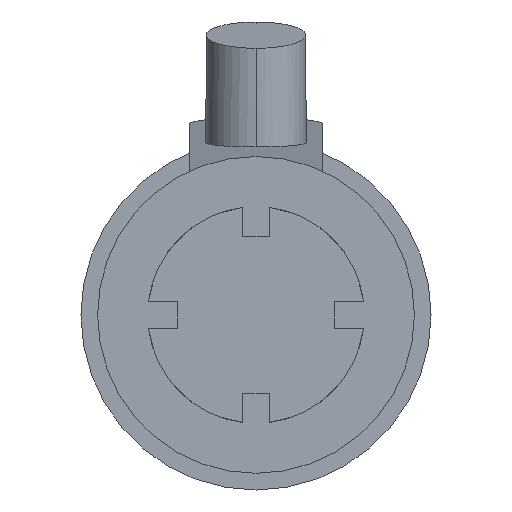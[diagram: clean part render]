
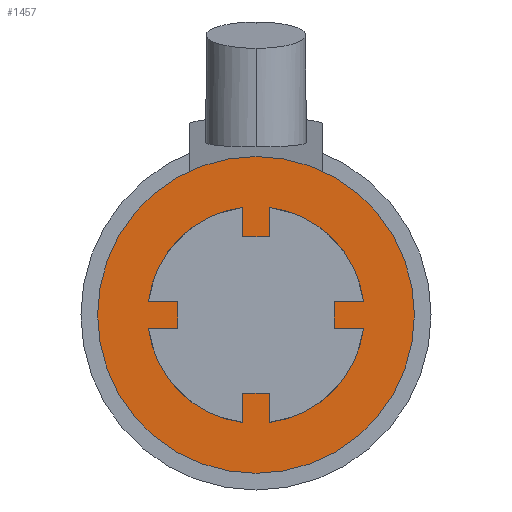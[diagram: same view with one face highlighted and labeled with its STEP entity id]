
A CAD part, front view. The second image highlights one B-rep face of the part: STEP entity #1457.
In plain terms, the highlighted planar face has unit normal (0, -1, 0).
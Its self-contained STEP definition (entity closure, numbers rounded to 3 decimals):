
#1 = VERTEX_POINT ( 'NONE', #448 ) ;
#8 = AXIS2_PLACEMENT_3D ( 'NONE', #1246, #1114, #223 ) ;
#17 = DIRECTION ( 'NONE',  ( -1., 0., 0. ) ) ;
#20 = VECTOR ( 'NONE', #316, 1000. ) ;
#45 = ORIENTED_EDGE ( 'NONE', *, *, #1473, .T. ) ;
#51 = ORIENTED_EDGE ( 'NONE', *, *, #798, .T. ) ;
#58 = CARTESIAN_POINT ( 'NONE',  ( 0., -69., 4.75 ) ) ;
#67 = CIRCLE ( 'NONE', #1454, 4.75 ) ;
#79 = CARTESIAN_POINT ( 'NONE',  ( -2.35, -69., 0.4 ) ) ;
#85 = ORIENTED_EDGE ( 'NONE', *, *, #140, .T. ) ;
#91 = EDGE_CURVE ( 'NONE', #476, #686, #889, .T. ) ;
#96 = LINE ( 'NONE', #1510, #891 ) ;
#131 = CARTESIAN_POINT ( 'NONE',  ( 0.4, -69., -4.15 ) ) ;
#138 = DIRECTION ( 'NONE',  ( 0., 0., 1. ) ) ;
#140 = EDGE_CURVE ( 'NONE', #826, #1204, #624, .T. ) ;
#147 = LINE ( 'NONE', #131, #1329 ) ;
#150 = AXIS2_PLACEMENT_3D ( 'NONE', #1271, #883, #1150 ) ;
#156 = VERTEX_POINT ( 'NONE', #1000 ) ;
#161 = EDGE_CURVE ( 'NONE', #168, #1163, #1543, .T. ) ;
#168 = VERTEX_POINT ( 'NONE', #756 ) ;
#174 = ORIENTED_EDGE ( 'NONE', *, *, #846, .T. ) ;
#183 = CIRCLE ( 'NONE', #807, 3.25 ) ;
#199 = PLANE ( 'NONE',  #8 ) ;
#201 = CIRCLE ( 'NONE', #658, 3.25 ) ;
#217 = EDGE_CURVE ( 'NONE', #476, #830, #147, .T. ) ;
#220 = VERTEX_POINT ( 'NONE', #512 ) ;
#223 = DIRECTION ( 'NONE',  ( 0., 0., -1. ) ) ;
#229 = ORIENTED_EDGE ( 'NONE', *, *, #1306, .T. ) ;
#232 = DIRECTION ( 'NONE',  ( -1., 0., 0. ) ) ;
#256 = LINE ( 'NONE', #777, #1625 ) ;
#276 = ORIENTED_EDGE ( 'NONE', *, *, #217, .T. ) ;
#280 = DIRECTION ( 'NONE',  ( 0., 0., -1. ) ) ;
#300 = DIRECTION ( 'NONE',  ( 0., 0., -1. ) ) ;
#309 = DIRECTION ( 'NONE',  ( 0., -1., 0. ) ) ;
#316 = DIRECTION ( 'NONE',  ( 1., 0., 0. ) ) ;
#322 = VECTOR ( 'NONE', #496, 1000. ) ;
#323 = EDGE_LOOP ( 'NONE', ( #1380, #877, #174, #786, #1119, #45, #1417, #51, #1268, #276, #734, #1574, #1522, #85, #229, #1086 ) ) ;
#327 = FACE_BOUND ( 'NONE', #323, .T. ) ;
#343 = CARTESIAN_POINT ( 'NONE',  ( 0.4, -69., -3.225 ) ) ;
#345 = CARTESIAN_POINT ( 'NONE',  ( 0., -69., 0. ) ) ;
#346 = VECTOR ( 'NONE', #967, 1000. ) ;
#366 = CARTESIAN_POINT ( 'NONE',  ( -4.15, -69., 0.4 ) ) ;
#400 = CARTESIAN_POINT ( 'NONE',  ( 0., -69., 0. ) ) ;
#406 = CARTESIAN_POINT ( 'NONE',  ( 0., -69., 0. ) ) ;
#418 = VERTEX_POINT ( 'NONE', #1342 ) ;
#419 = DIRECTION ( 'NONE',  ( 0., 0., 1. ) ) ;
#424 = VERTEX_POINT ( 'NONE', #58 ) ;
#448 = CARTESIAN_POINT ( 'NONE',  ( -0.4, -69., -3.225 ) ) ;
#449 = LINE ( 'NONE', #1498, #1170 ) ;
#475 = EDGE_CURVE ( 'NONE', #220, #418, #96, .T. ) ;
#476 = VERTEX_POINT ( 'NONE', #343 ) ;
#496 = DIRECTION ( 'NONE',  ( 1., 0., 0. ) ) ;
#512 = CARTESIAN_POINT ( 'NONE',  ( -0.4, -69., 3.225 ) ) ;
#520 = AXIS2_PLACEMENT_3D ( 'NONE', #400, #1464, #1182 ) ;
#522 = EDGE_CURVE ( 'NONE', #876, #1528, #857, .T. ) ;
#555 = CARTESIAN_POINT ( 'NONE',  ( 0., -69., 0. ) ) ;
#570 = CARTESIAN_POINT ( 'NONE',  ( -0.4, -69., -2.35 ) ) ;
#573 = LINE ( 'NONE', #1491, #20 ) ;
#581 = DIRECTION ( 'NONE',  ( 1., 0., 0. ) ) ;
#606 = DIRECTION ( 'NONE',  ( -1., 0., 0. ) ) ;
#614 = DIRECTION ( 'NONE',  ( 0., 0., -1. ) ) ;
#624 = LINE ( 'NONE', #1664, #322 ) ;
#646 = CARTESIAN_POINT ( 'NONE',  ( -3.225, -69., 0.4 ) ) ;
#651 = VERTEX_POINT ( 'NONE', #912 ) ;
#658 = AXIS2_PLACEMENT_3D ( 'NONE', #794, #691, #280 ) ;
#682 = LINE ( 'NONE', #829, #1242 ) ;
#686 = VERTEX_POINT ( 'NONE', #1297 ) ;
#688 = CIRCLE ( 'NONE', #520, 4.75 ) ;
#691 = DIRECTION ( 'NONE',  ( 0., -1., 0. ) ) ;
#727 = EDGE_CURVE ( 'NONE', #220, #1528, #183, .T. ) ;
#734 = ORIENTED_EDGE ( 'NONE', *, *, #1630, .T. ) ;
#749 = EDGE_LOOP ( 'NONE', ( #1488, #1403 ) ) ;
#756 = CARTESIAN_POINT ( 'NONE',  ( 3.225, -69., 0.4 ) ) ;
#777 = CARTESIAN_POINT ( 'NONE',  ( 0.4, -69., 4.15 ) ) ;
#786 = ORIENTED_EDGE ( 'NONE', *, *, #1085, .T. ) ;
#794 = CARTESIAN_POINT ( 'NONE',  ( 0., -69., 0. ) ) ;
#798 = EDGE_CURVE ( 'NONE', #859, #686, #1339, .T. ) ;
#802 = DIRECTION ( 'NONE',  ( 0., -1., 0. ) ) ;
#807 = AXIS2_PLACEMENT_3D ( 'NONE', #406, #802, #1199 ) ;
#826 = VERTEX_POINT ( 'NONE', #970 ) ;
#829 = CARTESIAN_POINT ( 'NONE',  ( -2.35, -69., 0.4 ) ) ;
#830 = VERTEX_POINT ( 'NONE', #1375 ) ;
#835 = AXIS2_PLACEMENT_3D ( 'NONE', #345, #868, #1009 ) ;
#846 = EDGE_CURVE ( 'NONE', #418, #651, #573, .T. ) ;
#849 = FACE_OUTER_BOUND ( 'NONE', #749, .T. ) ;
#857 = LINE ( 'NONE', #366, #1112 ) ;
#859 = VERTEX_POINT ( 'NONE', #1619 ) ;
#868 = DIRECTION ( 'NONE',  ( 0., -1., 0. ) ) ;
#876 = VERTEX_POINT ( 'NONE', #79 ) ;
#877 = ORIENTED_EDGE ( 'NONE', *, *, #475, .T. ) ;
#883 = DIRECTION ( 'NONE',  ( 0., -1., 0. ) ) ;
#888 = CARTESIAN_POINT ( 'NONE',  ( 4.15, -69., 0.4 ) ) ;
#889 = CIRCLE ( 'NONE', #150, 3.25 ) ;
#891 = VECTOR ( 'NONE', #614, 1000. ) ;
#896 = DIRECTION ( 'NONE',  ( 0., 0., 1. ) ) ;
#912 = CARTESIAN_POINT ( 'NONE',  ( 0.4, -69., 2.35 ) ) ;
#917 = VERTEX_POINT ( 'NONE', #997 ) ;
#950 = CARTESIAN_POINT ( 'NONE',  ( 4.15, -69., -0.4 ) ) ;
#967 = DIRECTION ( 'NONE',  ( 0., 0., -1. ) ) ;
#970 = CARTESIAN_POINT ( 'NONE',  ( -3.225, -69., -0.4 ) ) ;
#984 = CARTESIAN_POINT ( 'NONE',  ( 0.4, -69., 3.225 ) ) ;
#997 = CARTESIAN_POINT ( 'NONE',  ( 2.35, -69., 0.4 ) ) ;
#1000 = CARTESIAN_POINT ( 'NONE',  ( 0., -69., -4.75 ) ) ;
#1009 = DIRECTION ( 'NONE',  ( 0., 0., -1. ) ) ;
#1031 = VECTOR ( 'NONE', #581, 1000. ) ;
#1085 = EDGE_CURVE ( 'NONE', #651, #1163, #256, .T. ) ;
#1086 = ORIENTED_EDGE ( 'NONE', *, *, #522, .T. ) ;
#1100 = CARTESIAN_POINT ( 'NONE',  ( -0.4, -69., -4.15 ) ) ;
#1108 = LINE ( 'NONE', #1100, #346 ) ;
#1112 = VECTOR ( 'NONE', #606, 1000. ) ;
#1114 = DIRECTION ( 'NONE',  ( 0., -1., 0. ) ) ;
#1119 = ORIENTED_EDGE ( 'NONE', *, *, #161, .F. ) ;
#1135 = EDGE_CURVE ( 'NONE', #1202, #1, #1108, .T. ) ;
#1150 = DIRECTION ( 'NONE',  ( 0., 0., -1. ) ) ;
#1163 = VERTEX_POINT ( 'NONE', #984 ) ;
#1165 = LINE ( 'NONE', #888, #1267 ) ;
#1170 = VECTOR ( 'NONE', #1353, 1000. ) ;
#1176 = EDGE_CURVE ( 'NONE', #917, #859, #449, .T. ) ;
#1182 = DIRECTION ( 'NONE',  ( 0., 0., -1. ) ) ;
#1188 = CARTESIAN_POINT ( 'NONE',  ( -0.4, -69., -2.35 ) ) ;
#1199 = DIRECTION ( 'NONE',  ( 0., 0., -1. ) ) ;
#1202 = VERTEX_POINT ( 'NONE', #570 ) ;
#1204 = VERTEX_POINT ( 'NONE', #1447 ) ;
#1227 = EDGE_CURVE ( 'NONE', #424, #156, #688, .T. ) ;
#1242 = VECTOR ( 'NONE', #138, 1000. ) ;
#1246 = CARTESIAN_POINT ( 'NONE',  ( 0., -69., 0. ) ) ;
#1267 = VECTOR ( 'NONE', #232, 1000. ) ;
#1268 = ORIENTED_EDGE ( 'NONE', *, *, #91, .F. ) ;
#1271 = CARTESIAN_POINT ( 'NONE',  ( 0., -69., 0. ) ) ;
#1284 = EDGE_CURVE ( 'NONE', #156, #424, #67, .T. ) ;
#1297 = CARTESIAN_POINT ( 'NONE',  ( 3.225, -69., -0.4 ) ) ;
#1306 = EDGE_CURVE ( 'NONE', #1204, #876, #682, .T. ) ;
#1326 = LINE ( 'NONE', #1188, #1639 ) ;
#1329 = VECTOR ( 'NONE', #419, 1000. ) ;
#1339 = LINE ( 'NONE', #950, #1031 ) ;
#1342 = CARTESIAN_POINT ( 'NONE',  ( -0.4, -69., 2.35 ) ) ;
#1353 = DIRECTION ( 'NONE',  ( 0., 0., -1. ) ) ;
#1375 = CARTESIAN_POINT ( 'NONE',  ( 0.4, -69., -2.35 ) ) ;
#1380 = ORIENTED_EDGE ( 'NONE', *, *, #727, .F. ) ;
#1403 = ORIENTED_EDGE ( 'NONE', *, *, #1284, .T. ) ;
#1417 = ORIENTED_EDGE ( 'NONE', *, *, #1176, .T. ) ;
#1447 = CARTESIAN_POINT ( 'NONE',  ( -2.35, -69., -0.4 ) ) ;
#1454 = AXIS2_PLACEMENT_3D ( 'NONE', #555, #309, #300 ) ;
#1457 = ADVANCED_FACE ( 'NONE', ( #327, #849 ), #199, .T. ) ;
#1464 = DIRECTION ( 'NONE',  ( 0., -1., 0. ) ) ;
#1473 = EDGE_CURVE ( 'NONE', #168, #917, #1165, .T. ) ;
#1488 = ORIENTED_EDGE ( 'NONE', *, *, #1227, .T. ) ;
#1491 = CARTESIAN_POINT ( 'NONE',  ( 0.4, -69., 2.35 ) ) ;
#1498 = CARTESIAN_POINT ( 'NONE',  ( 2.35, -69., -0.4 ) ) ;
#1510 = CARTESIAN_POINT ( 'NONE',  ( -0.4, -69., 4.15 ) ) ;
#1522 = ORIENTED_EDGE ( 'NONE', *, *, #1621, .F. ) ;
#1528 = VERTEX_POINT ( 'NONE', #646 ) ;
#1543 = CIRCLE ( 'NONE', #835, 3.25 ) ;
#1574 = ORIENTED_EDGE ( 'NONE', *, *, #1135, .T. ) ;
#1619 = CARTESIAN_POINT ( 'NONE',  ( 2.35, -69., -0.4 ) ) ;
#1621 = EDGE_CURVE ( 'NONE', #826, #1, #201, .T. ) ;
#1625 = VECTOR ( 'NONE', #896, 1000. ) ;
#1630 = EDGE_CURVE ( 'NONE', #830, #1202, #1326, .T. ) ;
#1639 = VECTOR ( 'NONE', #17, 1000. ) ;
#1664 = CARTESIAN_POINT ( 'NONE',  ( -4.15, -69., -0.4 ) ) ;
